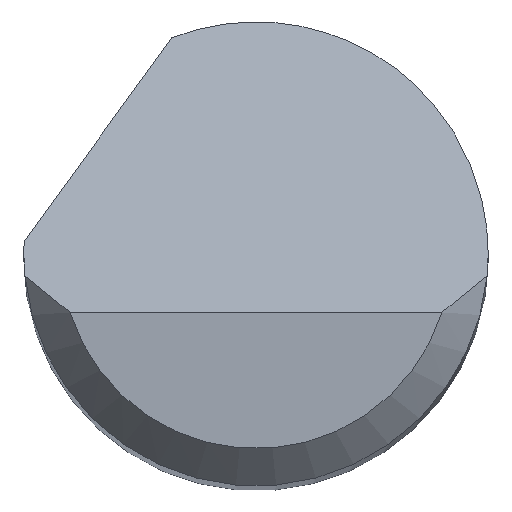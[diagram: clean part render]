
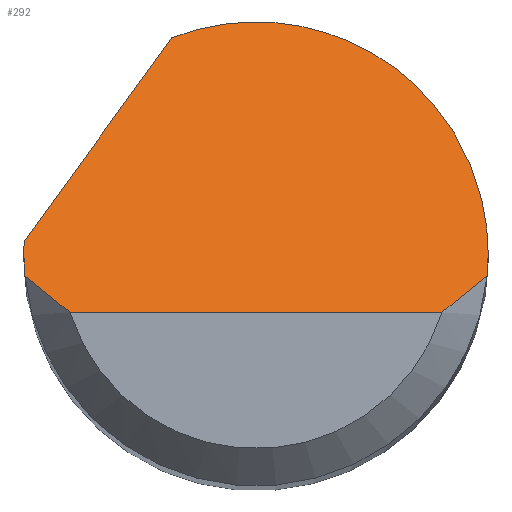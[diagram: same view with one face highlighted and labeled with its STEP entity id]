
A CAD part, top view. The second image highlights one B-rep face of the part: STEP entity #292.
In plain terms, the highlighted planar face has unit normal (0, 0.707, 0.707).
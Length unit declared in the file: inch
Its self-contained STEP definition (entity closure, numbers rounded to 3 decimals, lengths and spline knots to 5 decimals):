
#8 =( BOUNDED_CURVE ( )  B_SPLINE_CURVE ( 3, ( #319, #174, #118, #509 ),
 .UNSPECIFIED., .F., .T. ) 
 B_SPLINE_CURVE_WITH_KNOTS ( ( 4, 4 ),
 ( 1.5708, 1.66427 ),
 .UNSPECIFIED. ) 
 CURVE ( )  GEOMETRIC_REPRESENTATION_ITEM ( )  RATIONAL_B_SPLINE_CURVE ( ( 1., 0.999, 0.999, 1. ) ) 
 REPRESENTATION_ITEM ( '' )  );
#30 = CARTESIAN_POINT ( 'NONE',  ( -0.09375, -0.00292, 1.47917 ) ) ;
#60 = ORIENTED_EDGE ( 'NONE', *, *, #478, .F. ) ;
#106 = VERTEX_POINT ( 'NONE', #596 ) ;
#110 = B_SPLINE_CURVE_WITH_KNOTS ( 'NONE', 3,
 ( #583, #444, #170, #857 ),
 .UNSPECIFIED., .F., .F.,
 ( 4, 4 ),
 ( 0., 0.00071 ),
 .UNSPECIFIED. ) ;
#111 = CARTESIAN_POINT ( 'NONE',  ( -0.03394, 0.08739, 1.38886 ) ) ;
#118 = CARTESIAN_POINT ( 'NONE',  ( 0.09361, -0.00584, 1.48209 ) ) ;
#126 = CARTESIAN_POINT ( 'NONE',  ( -0.09362, 0.005, 1.47125 ) ) ;
#129 = VERTEX_POINT ( 'NONE', #870 ) ;
#138 = CARTESIAN_POINT ( 'NONE',  ( -0.07508, -0.02375, 1.5 ) ) ;
#139 = CARTESIAN_POINT ( 'NONE',  ( 0.09375, 0.07266, 1.40359 ) ) ;
#152 = DIRECTION ( 'NONE',  ( 1., 0., 0. ) ) ;
#161 = EDGE_CURVE ( 'NONE', #617, #873, #589, .T. ) ;
#170 = CARTESIAN_POINT ( 'NONE',  ( 0.08761, -0.01397, 1.49022 ) ) ;
#174 = CARTESIAN_POINT ( 'NONE',  ( 0.09375, -0.00292, 1.47917 ) ) ;
#177 = CARTESIAN_POINT ( 'NONE',  ( 0.09334, -0.00875, 1.485 ) ) ;
#192 = CARTESIAN_POINT ( 'NONE',  ( -0.09375, 0., 1.47625 ) ) ;
#201 = FACE_OUTER_BOUND ( 'NONE', #416, .T. ) ;
#204 = ORIENTED_EDGE ( 'NONE', *, *, #342, .F. ) ;
#247 = CARTESIAN_POINT ( 'NONE',  ( -0.09334, -0.00875, 1.485 ) ) ;
#270 = DIRECTION ( 'NONE',  ( 0., -0.707, -0.707 ) ) ;
#292 = ADVANCED_FACE ( 'NONE', ( #201 ), #341, .F. ) ;
#314 = VECTOR ( 'NONE', #152, 39.37008 ) ;
#319 = CARTESIAN_POINT ( 'NONE',  ( 0.09375, 0., 1.47625 ) ) ;
#326 = ORIENTED_EDGE ( 'NONE', *, *, #523, .T. ) ;
#341 = PLANE ( 'NONE',  #447 ) ;
#342 = EDGE_CURVE ( 'NONE', #515, #129, #526, .T. ) ;
#362 = EDGE_CURVE ( 'NONE', #530, #106, #675, .T. ) ;
#367 = CARTESIAN_POINT ( 'NONE',  ( 0., -0.02375, 1.5 ) ) ;
#387 = CARTESIAN_POINT ( 'NONE',  ( -0.07508, -0.02375, 1.5 ) ) ;
#412 = CARTESIAN_POINT ( 'NONE',  ( -0.09334, -0.00875, 1.485 ) ) ;
#413 = CARTESIAN_POINT ( 'NONE',  ( 0.09375, 0., 1.47625 ) ) ;
#416 = EDGE_LOOP ( 'NONE', ( #490, #326, #60, #204, #844, #514, #878, #658 ) ) ;
#427 = LINE ( 'NONE', #841, #663 ) ;
#444 = CARTESIAN_POINT ( 'NONE',  ( 0.08157, -0.019, 1.49525 ) ) ;
#447 = AXIS2_PLACEMENT_3D ( 'NONE', #881, #270, #620 ) ;
#457 = CARTESIAN_POINT ( 'NONE',  ( -0.09375, 0., 1.47625 ) ) ;
#464 = CARTESIAN_POINT ( 'NONE',  ( -0.09375, 0.00167, 1.47458 ) ) ;
#478 = EDGE_CURVE ( 'NONE', #129, #542, #8, .T. ) ;
#481 = CARTESIAN_POINT ( 'NONE',  ( -0.03394, 0.08739, 1.38886 ) ) ;
#490 = ORIENTED_EDGE ( 'NONE', *, *, #362, .T. ) ;
#506 = DIRECTION ( 'NONE',  ( 0.456, 0.629, -0.629 ) ) ;
#509 = CARTESIAN_POINT ( 'NONE',  ( 0.09334, -0.00875, 1.485 ) ) ;
#514 = ORIENTED_EDGE ( 'NONE', *, *, #679, .F. ) ;
#515 = VERTEX_POINT ( 'NONE', #111 ) ;
#523 = EDGE_CURVE ( 'NONE', #106, #542, #110, .T. ) ;
#526 =( BOUNDED_CURVE ( )  B_SPLINE_CURVE ( 3, ( #481, #751, #139, #413 ),
 .UNSPECIFIED., .F., .T. ) 
 B_SPLINE_CURVE_WITH_KNOTS ( ( 4, 4 ),
 ( 5.91277, 7.85398 ),
 .UNSPECIFIED. ) 
 CURVE ( )  GEOMETRIC_REPRESENTATION_ITEM ( )  RATIONAL_B_SPLINE_CURVE ( ( 1., 0.71, 0.71, 1. ) ) 
 REPRESENTATION_ITEM ( '' )  );
#530 = VERTEX_POINT ( 'NONE', #387 ) ;
#534 = B_SPLINE_CURVE_WITH_KNOTS ( 'NONE', 3,
 ( #619, #669, #544, #138 ),
 .UNSPECIFIED., .F., .F.,
 ( 4, 4 ),
 ( 0., 0.00071 ),
 .UNSPECIFIED. ) ;
#535 = CARTESIAN_POINT ( 'NONE',  ( -0.09371, 0.00333, 1.47292 ) ) ;
#542 = VERTEX_POINT ( 'NONE', #177 ) ;
#544 = CARTESIAN_POINT ( 'NONE',  ( -0.08157, -0.019, 1.49525 ) ) ;
#572 = CARTESIAN_POINT ( 'NONE',  ( -0.09375, 0., 1.47625 ) ) ;
#583 = CARTESIAN_POINT ( 'NONE',  ( 0.07508, -0.02375, 1.5 ) ) ;
#589 =( BOUNDED_CURVE ( )  B_SPLINE_CURVE ( 3, ( #247, #783, #30, #457 ),
 .UNSPECIFIED., .F., .T. ) 
 B_SPLINE_CURVE_WITH_KNOTS ( ( 4, 4 ),
 ( 4.61892, 4.71239 ),
 .UNSPECIFIED. ) 
 CURVE ( )  GEOMETRIC_REPRESENTATION_ITEM ( )  RATIONAL_B_SPLINE_CURVE ( ( 1., 0.999, 0.999, 1. ) ) 
 REPRESENTATION_ITEM ( '' )  );
#596 = CARTESIAN_POINT ( 'NONE',  ( 0.07508, -0.02375, 1.5 ) ) ;
#617 = VERTEX_POINT ( 'NONE', #412 ) ;
#619 = CARTESIAN_POINT ( 'NONE',  ( -0.09334, -0.00875, 1.485 ) ) ;
#620 = DIRECTION ( 'NONE',  ( 0., 0.707, -0.707 ) ) ;
#621 = VERTEX_POINT ( 'NONE', #126 ) ;
#658 = ORIENTED_EDGE ( 'NONE', *, *, #676, .T. ) ;
#663 = VECTOR ( 'NONE', #506, 39.37008 ) ;
#669 = CARTESIAN_POINT ( 'NONE',  ( -0.08761, -0.01397, 1.49022 ) ) ;
#675 = LINE ( 'NONE', #367, #314 ) ;
#676 = EDGE_CURVE ( 'NONE', #617, #530, #534, .T. ) ;
#679 = EDGE_CURVE ( 'NONE', #873, #621, #768, .T. ) ;
#733 = CARTESIAN_POINT ( 'NONE',  ( -0.09362, 0.005, 1.47125 ) ) ;
#751 = CARTESIAN_POINT ( 'NONE',  ( 0.03379, 0.11369, 1.36256 ) ) ;
#768 =( BOUNDED_CURVE ( )  B_SPLINE_CURVE ( 3, ( #192, #464, #535, #733 ),
 .UNSPECIFIED., .F., .T. ) 
 B_SPLINE_CURVE_WITH_KNOTS ( ( 4, 4 ),
 ( 4.71239, 4.76575 ),
 .UNSPECIFIED. ) 
 CURVE ( )  GEOMETRIC_REPRESENTATION_ITEM ( )  RATIONAL_B_SPLINE_CURVE ( ( 1., 1., 1., 1. ) ) 
 REPRESENTATION_ITEM ( '' )  );
#783 = CARTESIAN_POINT ( 'NONE',  ( -0.09361, -0.00584, 1.48209 ) ) ;
#841 = CARTESIAN_POINT ( 'NONE',  ( -0.11014, -0.01781, 1.49406 ) ) ;
#844 = ORIENTED_EDGE ( 'NONE', *, *, #866, .F. ) ;
#857 = CARTESIAN_POINT ( 'NONE',  ( 0.09334, -0.00875, 1.485 ) ) ;
#866 = EDGE_CURVE ( 'NONE', #621, #515, #427, .T. ) ;
#870 = CARTESIAN_POINT ( 'NONE',  ( 0.09375, 0., 1.47625 ) ) ;
#873 = VERTEX_POINT ( 'NONE', #572 ) ;
#878 = ORIENTED_EDGE ( 'NONE', *, *, #161, .F. ) ;
#881 = CARTESIAN_POINT ( 'NONE',  ( -0.09375, -0.02375, 1.5 ) ) ;
